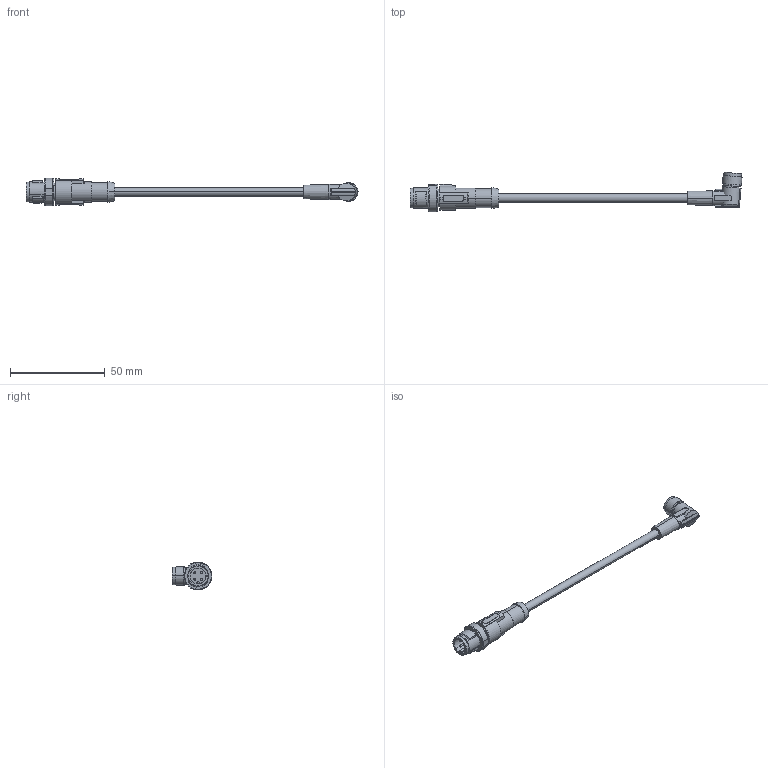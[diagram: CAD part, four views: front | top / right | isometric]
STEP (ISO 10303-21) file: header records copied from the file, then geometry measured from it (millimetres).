
FILE_DESCRIPTION(('SolidDesigner STEP Export'),'2;1');
FILE_NAME('1406219_SAC_4P_MS_0.5_542_M8FR_SCO_BK-select.stp','2013-09-30T11:51:14',(''),(''),'Creo Elements/Direct Modeling STEP processor for AP214 (Solid Model)','Creo Elements/Direct Modeling 18.1B 29-Sep-2012 (C) Parametric Technology GmbH','');
FILE_SCHEMA(('AUTOMOTIVE_DESIGN { 1 0 10303 214 1 1 1 1 }'));
Length unit declared in the file: millimetre
Products named in the file (1): 1406219_SAC_4P_MS_0.5_542_M8FR_SCO_BK-select
Bounding box: 175.49 x 20.85 x 14.79 mm (x, y, z)
Volume: 8001.8 mm3; surface area: 5507.3 mm2
Topology: 1 solids, 1 shells, 225 faces, 588 edges, 390 vertices
Faces by surface type: plane 96, cylinder 90, cone 33, bspline 6
Entity records: 12434 total; most frequent: CARTESIAN_POINT 5269, ORIENTED_EDGE 1176, DIRECTION 983, EDGE_CURVE 588, VERTEX_POINT 390, AXIS2_PLACEMENT_3D 354, VECTOR 275, LINE 275
